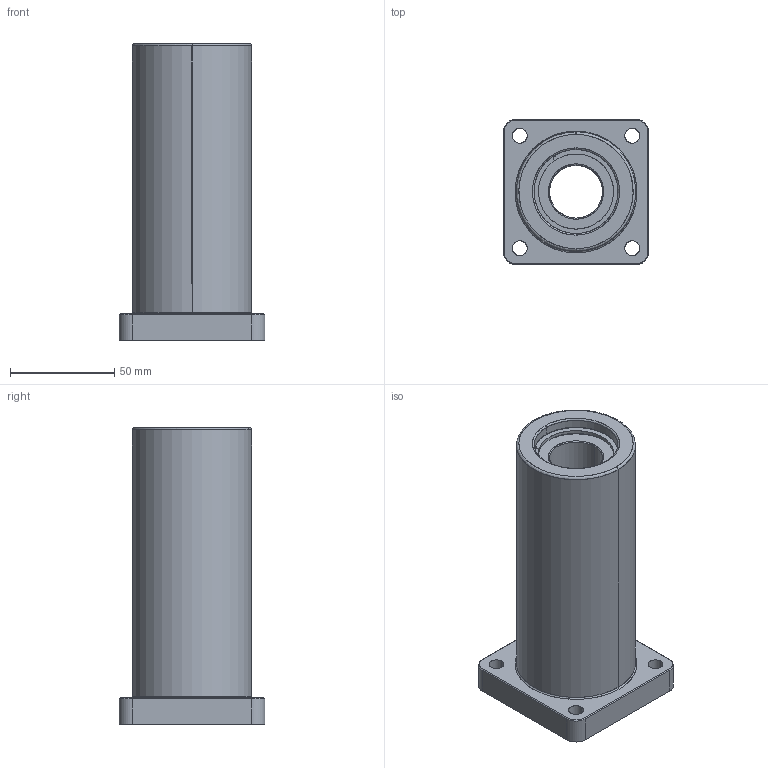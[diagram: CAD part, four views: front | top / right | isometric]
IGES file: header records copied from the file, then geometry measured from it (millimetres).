
Start section: SolidWorks IGES file using analytic representation for surfaces
Global section: file name: FlangeMount_3C32CFBE8B.igs; native system: SolidWorks 2022; preprocessor: SolidWorks 2022; author: PCM_PROD; date: 230627.093602; units: inch
Bounding box: 69.85 x 69.85 x 142.49 mm (x, y, z)
Surface area: 112258.8 mm2 (no closed solid volume)
Topology: 0 solids, 0 shells, 273 faces, 5592 edges, 5592 vertices
Faces by surface type: revolution 144, bspline 129
